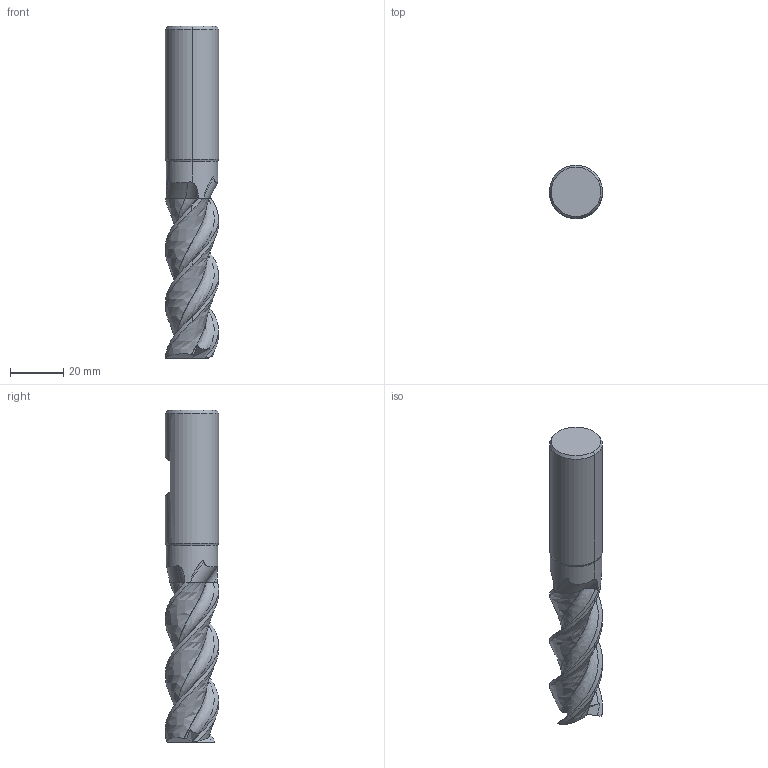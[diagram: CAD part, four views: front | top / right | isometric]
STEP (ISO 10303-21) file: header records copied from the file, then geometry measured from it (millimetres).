
FILE_DESCRIPTION(('no description'),'unknown implementation level');
FILE_NAME('EXN1-M01-0124-20-Detail.stp',' ',('CIMSOURCE GmbH'),('CADClick - KiM GmbH - www.kimweb.de'),'unknown preprocess','ACIS','unknown authorization');
FILE_SCHEMA(('automotive_design'));
Length unit declared in the file: millimetre
Products named in the file (2): NOCUT; CUT
Bounding box: 20 x 20 x 125 mm (x, y, z)
Volume: 29684.1 mm3; surface area: 8754.7 mm2
Topology: 2 solids, 2 shells, 91 faces, 252 edges, 161 vertices
Faces by surface type: plane 28, bspline 27, cone 20, revolution 12, cylinder 4
Entity records: 21404 total; most frequent: CARTESIAN_POINT 16601, STYLED_ITEM 502, PRESENTATION_STYLE_ASSIGNMENT 502, COLOUR_RGB 502, ORIENTED_EDGE 496, DIRECTION 286, EDGE_CURVE 248, CURVE_STYLE 248
